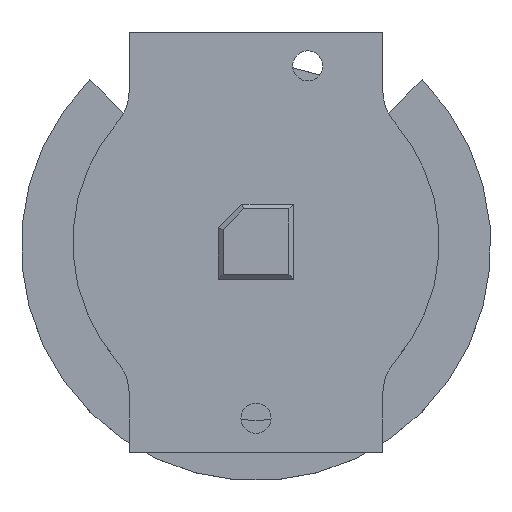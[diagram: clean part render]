
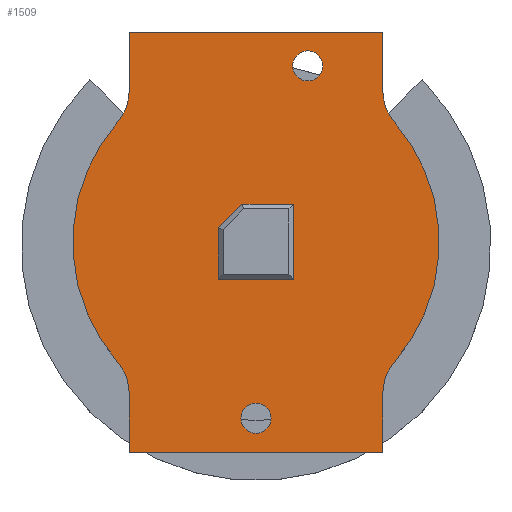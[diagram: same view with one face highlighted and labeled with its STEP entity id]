
A CAD part, top view. The second image highlights one B-rep face of the part: STEP entity #1509.
In plain terms, the highlighted planar face has unit normal (0, 0, 1).
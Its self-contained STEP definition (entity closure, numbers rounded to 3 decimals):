
#391=DIRECTION('',(0.,-1.,0.));
#392=VECTOR('',#391,6.288);
#393=CARTESIAN_POINT('',(-13.5,22.35,5.2));
#394=LINE('',#393,#392);
#395=DIRECTION('',(-1.,0.,0.));
#396=VECTOR('',#395,27.);
#397=CARTESIAN_POINT('',(13.5,22.35,5.2));
#398=LINE('',#397,#396);
#399=DIRECTION('',(0.,1.,0.));
#400=VECTOR('',#399,6.288);
#401=CARTESIAN_POINT('',(13.5,16.062,5.2));
#402=LINE('',#401,#400);
#403=CARTESIAN_POINT('',(18.5,16.062,5.2));
#404=DIRECTION('',(0.,0.,-1.));
#405=DIRECTION('',(-0.755,-0.656,0.));
#406=AXIS2_PLACEMENT_3D('',#403,#404,#405);
#408=CARTESIAN_POINT('',(0.,0.,5.2));
#409=DIRECTION('',(0.,0.,1.));
#410=DIRECTION('',(0.755,-0.656,0.));
#411=AXIS2_PLACEMENT_3D('',#408,#409,#410);
#413=CARTESIAN_POINT('',(18.5,-16.062,5.2));
#414=DIRECTION('',(0.,0.,-1.));
#415=DIRECTION('',(-1.,0.,0.));
#416=AXIS2_PLACEMENT_3D('',#413,#414,#415);
#418=DIRECTION('',(0.,1.,0.));
#419=VECTOR('',#418,6.288);
#420=CARTESIAN_POINT('',(13.5,-22.35,5.2));
#421=LINE('',#420,#419);
#422=DIRECTION('',(1.,0.,0.));
#423=VECTOR('',#422,27.);
#424=CARTESIAN_POINT('',(-13.5,-22.35,5.2));
#425=LINE('',#424,#423);
#426=DIRECTION('',(0.,-1.,0.));
#427=VECTOR('',#426,6.288);
#428=CARTESIAN_POINT('',(-13.5,-16.062,5.2));
#429=LINE('',#428,#427);
#430=CARTESIAN_POINT('',(-18.5,-16.062,5.2));
#431=DIRECTION('',(0.,0.,-1.));
#432=DIRECTION('',(0.755,0.656,0.));
#433=AXIS2_PLACEMENT_3D('',#430,#431,#432);
#435=CARTESIAN_POINT('',(0.,0.,5.2));
#436=DIRECTION('',(0.,0.,1.));
#437=DIRECTION('',(-0.755,0.656,0.));
#438=AXIS2_PLACEMENT_3D('',#435,#436,#437);
#440=CARTESIAN_POINT('',(-18.5,16.062,5.2));
#441=DIRECTION('',(0.,0.,-1.));
#442=DIRECTION('',(1.,0.,0.));
#443=AXIS2_PLACEMENT_3D('',#440,#441,#442);
#445=CARTESIAN_POINT('',(0.,-18.75,5.2));
#446=DIRECTION('',(0.,0.,-1.));
#447=DIRECTION('',(-1.,0.,0.));
#448=AXIS2_PLACEMENT_3D('',#445,#446,#447);
#450=CARTESIAN_POINT('',(0.,-18.75,5.2));
#451=DIRECTION('',(0.,0.,-1.));
#452=DIRECTION('',(1.,0.,0.));
#453=AXIS2_PLACEMENT_3D('',#450,#451,#452);
#455=CARTESIAN_POINT('',(5.5,18.75,5.2));
#456=DIRECTION('',(0.,0.,-1.));
#457=DIRECTION('',(-1.,0.,0.));
#458=AXIS2_PLACEMENT_3D('',#455,#456,#457);
#460=CARTESIAN_POINT('',(5.5,18.75,5.2));
#461=DIRECTION('',(0.,0.,-1.));
#462=DIRECTION('',(1.,0.,0.));
#463=AXIS2_PLACEMENT_3D('',#460,#461,#462);
#465=DIRECTION('',(0.,1.,0.));
#466=VECTOR('',#465,8.);
#467=CARTESIAN_POINT('',(4.,-4.,5.2));
#468=LINE('',#467,#466);
#469=DIRECTION('',(-1.,0.,0.));
#470=VECTOR('',#469,5.5);
#471=CARTESIAN_POINT('',(4.,4.,5.2));
#472=LINE('',#471,#470);
#473=DIRECTION('',(-0.707,-0.707,0.));
#474=VECTOR('',#473,3.536);
#475=CARTESIAN_POINT('',(-1.5,4.,5.2));
#476=LINE('',#475,#474);
#477=DIRECTION('',(0.,-1.,0.));
#478=VECTOR('',#477,5.5);
#479=CARTESIAN_POINT('',(-4.,1.5,5.2));
#480=LINE('',#479,#478);
#481=DIRECTION('',(1.,0.,0.));
#482=VECTOR('',#481,8.);
#483=CARTESIAN_POINT('',(-4.,-4.,5.2));
#484=LINE('',#483,#482);
#677=CARTESIAN_POINT('',(-13.5,22.35,5.2));
#678=CARTESIAN_POINT('',(-13.5,16.062,5.2));
#679=VERTEX_POINT('',#677);
#680=VERTEX_POINT('',#678);
#681=CARTESIAN_POINT('',(-14.724,12.784,5.2));
#682=CARTESIAN_POINT('',(-14.724,-12.784,5.2));
#683=VERTEX_POINT('',#681);
#684=VERTEX_POINT('',#682);
#685=CARTESIAN_POINT('',(-13.5,-16.062,5.2));
#686=CARTESIAN_POINT('',(-13.5,-22.35,5.2));
#687=VERTEX_POINT('',#685);
#688=VERTEX_POINT('',#686);
#689=CARTESIAN_POINT('',(13.5,-22.35,5.2));
#690=VERTEX_POINT('',#689);
#691=CARTESIAN_POINT('',(13.5,-16.062,5.2));
#692=VERTEX_POINT('',#691);
#693=CARTESIAN_POINT('',(14.724,-12.784,5.2));
#694=CARTESIAN_POINT('',(14.724,12.784,5.2));
#695=VERTEX_POINT('',#693);
#696=VERTEX_POINT('',#694);
#697=CARTESIAN_POINT('',(13.5,16.062,5.2));
#698=CARTESIAN_POINT('',(13.5,22.35,5.2));
#699=VERTEX_POINT('',#697);
#700=VERTEX_POINT('',#698);
#709=CARTESIAN_POINT('',(4.,-4.,5.2));
#710=CARTESIAN_POINT('',(4.,4.,5.2));
#711=VERTEX_POINT('',#709);
#712=VERTEX_POINT('',#710);
#713=CARTESIAN_POINT('',(-1.5,4.,5.2));
#714=VERTEX_POINT('',#713);
#715=CARTESIAN_POINT('',(-4.,1.5,5.2));
#716=VERTEX_POINT('',#715);
#717=CARTESIAN_POINT('',(-4.,-4.,5.2));
#718=VERTEX_POINT('',#717);
#775=CARTESIAN_POINT('',(-1.6,-18.75,5.2));
#776=CARTESIAN_POINT('',(1.6,-18.75,5.2));
#777=VERTEX_POINT('',#775);
#778=VERTEX_POINT('',#776);
#779=CARTESIAN_POINT('',(3.9,18.75,5.2));
#780=CARTESIAN_POINT('',(7.1,18.75,5.2));
#781=VERTEX_POINT('',#779);
#782=VERTEX_POINT('',#780);
#1466=CARTESIAN_POINT('',(0.,0.,5.2));
#1467=DIRECTION('',(0.,0.,1.));
#1468=DIRECTION('',(1.,0.,0.));
#1469=AXIS2_PLACEMENT_3D('',#1466,#1467,#1468);
#1470=PLANE('',#1469);
#1471=ORIENTED_EDGE('',*,*,#1306,.F.);
#1472=ORIENTED_EDGE('',*,*,#1321,.F.);
#1473=ORIENTED_EDGE('',*,*,#1335,.F.);
#1474=ORIENTED_EDGE('',*,*,#1349,.F.);
#1475=ORIENTED_EDGE('',*,*,#1363,.F.);
#1476=ORIENTED_EDGE('',*,*,#1377,.F.);
#1477=ORIENTED_EDGE('',*,*,#1391,.F.);
#1478=ORIENTED_EDGE('',*,*,#1405,.F.);
#1479=ORIENTED_EDGE('',*,*,#1419,.F.);
#1480=ORIENTED_EDGE('',*,*,#1433,.F.);
#1481=ORIENTED_EDGE('',*,*,#1447,.F.);
#1482=ORIENTED_EDGE('',*,*,#1460,.F.);
#1483=EDGE_LOOP('',(#1471,#1472,#1473,#1474,#1475,#1476,#1477,#1478,#1479,#1480,
#1481,#1482));
#1484=FACE_OUTER_BOUND('',#1483,.F.);
#1486=ORIENTED_EDGE('',*,*,#1485,.F.);
#1488=ORIENTED_EDGE('',*,*,#1487,.F.);
#1489=EDGE_LOOP('',(#1486,#1488));
#1490=FACE_BOUND('',#1489,.F.);
#1492=ORIENTED_EDGE('',*,*,#1491,.F.);
#1494=ORIENTED_EDGE('',*,*,#1493,.F.);
#1495=EDGE_LOOP('',(#1492,#1494));
#1496=FACE_BOUND('',#1495,.F.);
#1498=ORIENTED_EDGE('',*,*,#1497,.T.);
#1500=ORIENTED_EDGE('',*,*,#1499,.T.);
#1502=ORIENTED_EDGE('',*,*,#1501,.T.);
#1504=ORIENTED_EDGE('',*,*,#1503,.T.);
#1506=ORIENTED_EDGE('',*,*,#1505,.T.);
#1507=EDGE_LOOP('',(#1498,#1500,#1502,#1504,#1506));
#1508=FACE_BOUND('',#1507,.F.);
#1509=ADVANCED_FACE('',(#1484,#1490,#1496,#1508),#1470,.T.);
#407=CIRCLE('',#406,5.);
#412=CIRCLE('',#411,19.5);
#417=CIRCLE('',#416,5.);
#434=CIRCLE('',#433,5.);
#439=CIRCLE('',#438,19.5);
#444=CIRCLE('',#443,5.);
#449=CIRCLE('',#448,1.6);
#454=CIRCLE('',#453,1.6);
#459=CIRCLE('',#458,1.6);
#464=CIRCLE('',#463,1.6);
#1306=EDGE_CURVE('',#679,#680,#394,.T.);
#1321=EDGE_CURVE('',#700,#679,#398,.T.);
#1335=EDGE_CURVE('',#699,#700,#402,.T.);
#1349=EDGE_CURVE('',#696,#699,#407,.T.);
#1363=EDGE_CURVE('',#695,#696,#412,.T.);
#1377=EDGE_CURVE('',#692,#695,#417,.T.);
#1391=EDGE_CURVE('',#690,#692,#421,.T.);
#1405=EDGE_CURVE('',#688,#690,#425,.T.);
#1419=EDGE_CURVE('',#687,#688,#429,.T.);
#1433=EDGE_CURVE('',#684,#687,#434,.T.);
#1447=EDGE_CURVE('',#683,#684,#439,.T.);
#1460=EDGE_CURVE('',#680,#683,#444,.T.);
#1485=EDGE_CURVE('',#777,#778,#449,.T.);
#1487=EDGE_CURVE('',#778,#777,#454,.T.);
#1491=EDGE_CURVE('',#781,#782,#459,.T.);
#1493=EDGE_CURVE('',#782,#781,#464,.T.);
#1497=EDGE_CURVE('',#711,#712,#468,.T.);
#1499=EDGE_CURVE('',#712,#714,#472,.T.);
#1501=EDGE_CURVE('',#714,#716,#476,.T.);
#1503=EDGE_CURVE('',#716,#718,#480,.T.);
#1505=EDGE_CURVE('',#718,#711,#484,.T.);
